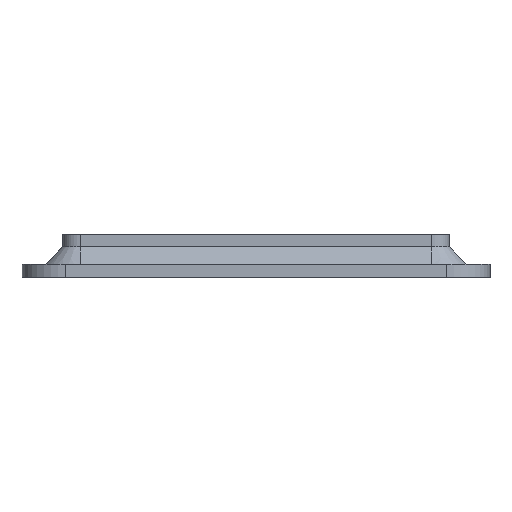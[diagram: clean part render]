
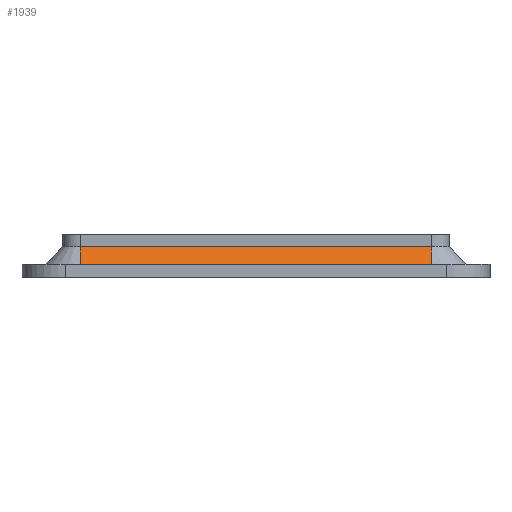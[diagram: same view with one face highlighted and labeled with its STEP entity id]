
A CAD part, front view. The second image highlights one B-rep face of the part: STEP entity #1939.
In plain terms, the highlighted planar face has unit normal (0, -0.707, 0.707).
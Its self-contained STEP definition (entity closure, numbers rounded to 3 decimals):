
#128 = PLANE('',#129);
#129 = AXIS2_PLACEMENT_3D('',#130,#131,#132);
#130 = CARTESIAN_POINT('',(0.,21.196,0.));
#131 = DIRECTION('',(0.,0.,1.));
#132 = DIRECTION('',(1.,0.,0.));
#480 = PLANE('',#481);
#481 = AXIS2_PLACEMENT_3D('',#482,#483,#484);
#482 = CARTESIAN_POINT('',(20.5,-26.8,0.));
#483 = DIRECTION('',(0.,-1.,0.));
#484 = DIRECTION('',(0.,0.,1.));
#787 = CONICAL_SURFACE('',#788,2.,0.785);
#788 = AXIS2_PLACEMENT_3D('',#789,#790,#791);
#789 = CARTESIAN_POINT('',(20.3,-24.8,2.));
#790 = DIRECTION('',(-0.,-0.,-1.));
#791 = DIRECTION('',(1.,0.,0.));
#806 = VERTEX_POINT('',#807);
#807 = CARTESIAN_POINT('',(20.3,-28.8,0.));
#833 = EDGE_CURVE('',#806,#834,#836,.T.);
#834 = VERTEX_POINT('',#835);
#835 = CARTESIAN_POINT('',(-20.3,-28.8,0.));
#836 = SURFACE_CURVE('',#837,(#841,#848),.PCURVE_S1.);
#837 = LINE('',#838,#839);
#838 = CARTESIAN_POINT('',(20.3,-28.8,0.));
#839 = VECTOR('',#840,1.);
#840 = DIRECTION('',(-1.,0.,0.));
#841 = PCURVE('',#128,#842);
#842 = DEFINITIONAL_REPRESENTATION('',(#843),#847);
#843 = LINE('',#844,#845);
#844 = CARTESIAN_POINT('',(20.3,-49.996));
#845 = VECTOR('',#846,1.);
#846 = DIRECTION('',(-1.,0.));
#847 = ( GEOMETRIC_REPRESENTATION_CONTEXT(2) 
PARAMETRIC_REPRESENTATION_CONTEXT() REPRESENTATION_CONTEXT('2D SPACE',''
  ) );
#848 = PCURVE('',#849,#854);
#849 = PLANE('',#850);
#850 = AXIS2_PLACEMENT_3D('',#851,#852,#853);
#851 = CARTESIAN_POINT('',(20.3,-27.8,1.));
#852 = DIRECTION('',(0.,0.707,-0.707));
#853 = DIRECTION('',(-1.,0.,0.));
#854 = DEFINITIONAL_REPRESENTATION('',(#855),#859);
#855 = LINE('',#856,#857);
#856 = CARTESIAN_POINT('',(0.,-1.414));
#857 = VECTOR('',#858,1.);
#858 = DIRECTION('',(1.,0.));
#859 = ( GEOMETRIC_REPRESENTATION_CONTEXT(2) 
PARAMETRIC_REPRESENTATION_CONTEXT() REPRESENTATION_CONTEXT('2D SPACE',''
  ) );
#882 = CONICAL_SURFACE('',#883,2.,0.785);
#883 = AXIS2_PLACEMENT_3D('',#884,#885,#886);
#884 = CARTESIAN_POINT('',(-20.3,-24.8,2.));
#885 = DIRECTION('',(-0.,-0.,-1.));
#886 = DIRECTION('',(0.,-1.,0.));
#1390 = VERTEX_POINT('',#1391);
#1391 = CARTESIAN_POINT('',(20.3,-26.8,2.));
#1496 = VERTEX_POINT('',#1497);
#1497 = CARTESIAN_POINT('',(-20.3,-26.8,2.));
#1518 = EDGE_CURVE('',#1390,#1496,#1519,.T.);
#1519 = SURFACE_CURVE('',#1520,(#1524,#1531),.PCURVE_S1.);
#1520 = LINE('',#1521,#1522);
#1521 = CARTESIAN_POINT('',(20.3,-26.8,2.));
#1522 = VECTOR('',#1523,1.);
#1523 = DIRECTION('',(-1.,0.,0.));
#1524 = PCURVE('',#480,#1525);
#1525 = DEFINITIONAL_REPRESENTATION('',(#1526),#1530);
#1526 = LINE('',#1527,#1528);
#1527 = CARTESIAN_POINT('',(2.,0.2));
#1528 = VECTOR('',#1529,1.);
#1529 = DIRECTION('',(0.,1.));
#1530 = ( GEOMETRIC_REPRESENTATION_CONTEXT(2) 
PARAMETRIC_REPRESENTATION_CONTEXT() REPRESENTATION_CONTEXT('2D SPACE',''
  ) );
#1531 = PCURVE('',#849,#1532);
#1532 = DEFINITIONAL_REPRESENTATION('',(#1533),#1537);
#1533 = LINE('',#1534,#1535);
#1534 = CARTESIAN_POINT('',(0.,1.414));
#1535 = VECTOR('',#1536,1.);
#1536 = DIRECTION('',(1.,0.));
#1537 = ( GEOMETRIC_REPRESENTATION_CONTEXT(2) 
PARAMETRIC_REPRESENTATION_CONTEXT() REPRESENTATION_CONTEXT('2D SPACE',''
  ) );
#1918 = EDGE_CURVE('',#806,#1390,#1919,.T.);
#1919 = SURFACE_CURVE('',#1920,(#1924,#1931),.PCURVE_S1.);
#1920 = LINE('',#1921,#1922);
#1921 = CARTESIAN_POINT('',(20.3,-26.8,2.));
#1922 = VECTOR('',#1923,1.);
#1923 = DIRECTION('',(0.,0.707,0.707)
  );
#1924 = PCURVE('',#787,#1925);
#1925 = DEFINITIONAL_REPRESENTATION('',(#1926),#1930);
#1926 = LINE('',#1927,#1928);
#1927 = CARTESIAN_POINT('',(1.571,-0.));
#1928 = VECTOR('',#1929,1.);
#1929 = DIRECTION('',(0.,-1.));
#1930 = ( GEOMETRIC_REPRESENTATION_CONTEXT(2) 
PARAMETRIC_REPRESENTATION_CONTEXT() REPRESENTATION_CONTEXT('2D SPACE',''
  ) );
#1931 = PCURVE('',#849,#1932);
#1932 = DEFINITIONAL_REPRESENTATION('',(#1933),#1937);
#1933 = LINE('',#1934,#1935);
#1934 = CARTESIAN_POINT('',(0.,1.414));
#1935 = VECTOR('',#1936,1.);
#1936 = DIRECTION('',(0.,1.));
#1937 = ( GEOMETRIC_REPRESENTATION_CONTEXT(2) 
PARAMETRIC_REPRESENTATION_CONTEXT() REPRESENTATION_CONTEXT('2D SPACE',''
  ) );
#1939 = ADVANCED_FACE('',(#1940),#849,.F.);
#1940 = FACE_BOUND('',#1941,.F.);
#1941 = EDGE_LOOP('',(#1942,#1943,#1944,#1965));
#1942 = ORIENTED_EDGE('',*,*,#1918,.F.);
#1943 = ORIENTED_EDGE('',*,*,#833,.T.);
#1944 = ORIENTED_EDGE('',*,*,#1945,.T.);
#1945 = EDGE_CURVE('',#834,#1496,#1946,.T.);
#1946 = SURFACE_CURVE('',#1947,(#1951,#1958),.PCURVE_S1.);
#1947 = LINE('',#1948,#1949);
#1948 = CARTESIAN_POINT('',(-20.3,-27.8,1.));
#1949 = VECTOR('',#1950,1.);
#1950 = DIRECTION('',(0.,0.707,0.707)
  );
#1951 = PCURVE('',#849,#1952);
#1952 = DEFINITIONAL_REPRESENTATION('',(#1953),#1957);
#1953 = LINE('',#1954,#1955);
#1954 = CARTESIAN_POINT('',(40.6,0.));
#1955 = VECTOR('',#1956,1.);
#1956 = DIRECTION('',(0.,1.));
#1957 = ( GEOMETRIC_REPRESENTATION_CONTEXT(2) 
PARAMETRIC_REPRESENTATION_CONTEXT() REPRESENTATION_CONTEXT('2D SPACE',''
  ) );
#1958 = PCURVE('',#882,#1959);
#1959 = DEFINITIONAL_REPRESENTATION('',(#1960),#1964);
#1960 = LINE('',#1961,#1962);
#1961 = CARTESIAN_POINT('',(-0.,1.));
#1962 = VECTOR('',#1963,1.);
#1963 = DIRECTION('',(0.,-1.));
#1964 = ( GEOMETRIC_REPRESENTATION_CONTEXT(2) 
PARAMETRIC_REPRESENTATION_CONTEXT() REPRESENTATION_CONTEXT('2D SPACE',''
  ) );
#1965 = ORIENTED_EDGE('',*,*,#1518,.F.);
